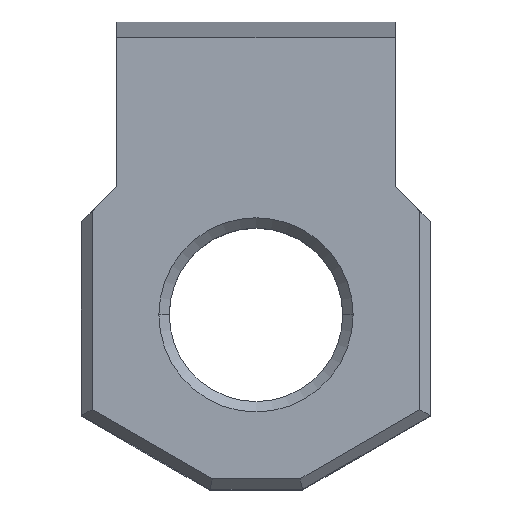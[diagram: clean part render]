
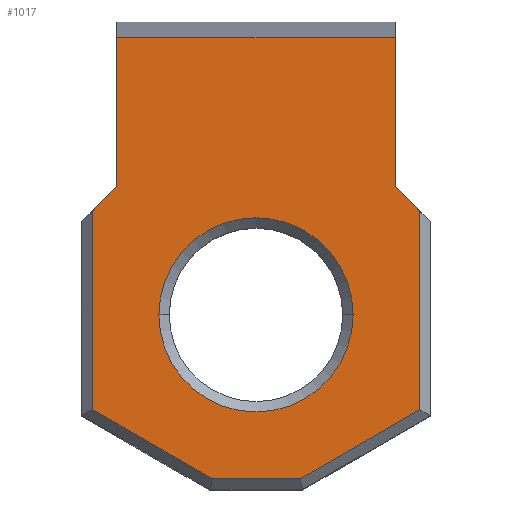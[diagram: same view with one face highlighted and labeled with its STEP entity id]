
A CAD part, top view. The second image highlights one B-rep face of the part: STEP entity #1017.
In plain terms, the highlighted planar face has unit normal (0, 0, 1).
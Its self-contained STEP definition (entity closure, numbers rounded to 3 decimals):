
#17 = EDGE_CURVE ( 'NONE', #875, #213, #865, .T. ) ;
#20 = CARTESIAN_POINT ( 'NONE',  ( -2.8, 5.04, 9. ) ) ;
#27 = VECTOR ( 'NONE', #1167, 1000. ) ;
#34 = ORIENTED_EDGE ( 'NONE', *, *, #39, .T. ) ;
#38 = VECTOR ( 'NONE', #1252, 1000. ) ;
#39 = EDGE_CURVE ( 'NONE', #651, #231, #895, .T. ) ;
#68 = CARTESIAN_POINT ( 'NONE',  ( 4.018, 8.74, 9. ) ) ;
#136 = CARTESIAN_POINT ( 'NONE',  ( 0., 5.04, 9. ) ) ;
#165 = EDGE_CURVE ( 'NONE', #1119, #1051, #1162, .T. ) ;
#168 = FACE_OUTER_BOUND ( 'NONE', #400, .T. ) ;
#181 = DIRECTION ( 'NONE',  ( 0., 0., 1. ) ) ;
#183 = ORIENTED_EDGE ( 'NONE', *, *, #165, .T. ) ;
#186 = DIRECTION ( 'NONE',  ( 0., 0., -1. ) ) ;
#190 = CARTESIAN_POINT ( 'NONE',  ( 4.725, 7.733, 9. ) ) ;
#194 = AXIS2_PLACEMENT_3D ( 'NONE', #136, #186, #196 ) ;
#195 = EDGE_CURVE ( 'NONE', #703, #875, #287, .T. ) ;
#196 = DIRECTION ( 'NONE',  ( 1., 0., 0. ) ) ;
#204 = CARTESIAN_POINT ( 'NONE',  ( -1.257, 0.31, 9. ) ) ;
#213 = VERTEX_POINT ( 'NONE', #300 ) ;
#229 = LINE ( 'NONE', #190, #1195 ) ;
#230 = DIRECTION ( 'NONE',  ( 0., 1., 0. ) ) ;
#231 = VERTEX_POINT ( 'NONE', #317 ) ;
#232 = FACE_BOUND ( 'NONE', #238, .T. ) ;
#235 = PLANE ( 'NONE',  #821 ) ;
#236 = CARTESIAN_POINT ( 'NONE',  ( 0., 0., 9. ) ) ;
#238 = EDGE_LOOP ( 'NONE', ( #837, #852 ) ) ;
#239 = DIRECTION ( 'NONE',  ( 1., 0., 0. ) ) ;
#242 = EDGE_CURVE ( 'NONE', #1051, #651, #338, .T. ) ;
#287 = LINE ( 'NONE', #292, #930 ) ;
#292 = CARTESIAN_POINT ( 'NONE',  ( -6.379, 6.379, 9. ) ) ;
#293 = DIRECTION ( 'NONE',  ( 0.707, 0.707, 0. ) ) ;
#300 = CARTESIAN_POINT ( 'NONE',  ( -4.018, 13.028, 9. ) ) ;
#303 = ORIENTED_EDGE ( 'NONE', *, *, #1016, .T. ) ;
#317 = CARTESIAN_POINT ( 'NONE',  ( 4.725, 2.306, 9. ) ) ;
#331 = VECTOR ( 'NONE', #463, 1000. ) ;
#338 = LINE ( 'NONE', #343, #870 ) ;
#339 = EDGE_CURVE ( 'NONE', #628, #1068, #982, .T. ) ;
#343 = CARTESIAN_POINT ( 'NONE',  ( 1.348, 0.31, 9. ) ) ;
#344 = DIRECTION ( 'NONE',  ( 1., 0., 0. ) ) ;
#400 = EDGE_LOOP ( 'NONE', ( #34, #303, #969, #1039, #451, #879, #1111, #883, #183, #855 ) ) ;
#419 = AXIS2_PLACEMENT_3D ( 'NONE', #420, #422, #424 ) ;
#420 = CARTESIAN_POINT ( 'NONE',  ( 0., 5.04, 9. ) ) ;
#422 = DIRECTION ( 'NONE',  ( 0., 0., -1. ) ) ;
#424 = DIRECTION ( 'NONE',  ( 1., 0., 0. ) ) ;
#432 = CARTESIAN_POINT ( 'NONE',  ( 4.018, 13.028, 9. ) ) ;
#433 = CARTESIAN_POINT ( 'NONE',  ( -4.725, 2.312, 9. ) ) ;
#451 = ORIENTED_EDGE ( 'NONE', *, *, #1188, .T. ) ;
#457 = LINE ( 'NONE', #459, #331 ) ;
#459 = CARTESIAN_POINT ( 'NONE',  ( 6.379, 6.379, 9. ) ) ;
#463 = DIRECTION ( 'NONE',  ( -0.707, 0.707, 0. ) ) ;
#580 = LINE ( 'NONE', #581, #729 ) ;
#581 = CARTESIAN_POINT ( 'NONE',  ( 0., 13.028, 9. ) ) ;
#584 = DIRECTION ( 'NONE',  ( -1., 0., 0. ) ) ;
#619 = LINE ( 'NONE', #620, #642 ) ;
#620 = CARTESIAN_POINT ( 'NONE',  ( 4.018, 0., 9. ) ) ;
#623 = DIRECTION ( 'NONE',  ( 0., -1., 0. ) ) ;
#628 = VERTEX_POINT ( 'NONE', #20 ) ;
#642 = VECTOR ( 'NONE', #623, 1000. ) ;
#651 = VERTEX_POINT ( 'NONE', #747 ) ;
#701 = VERTEX_POINT ( 'NONE', #723 ) ;
#703 = VERTEX_POINT ( 'NONE', #806 ) ;
#723 = CARTESIAN_POINT ( 'NONE',  ( 4.725, 8.033, 9. ) ) ;
#729 = VECTOR ( 'NONE', #584, 1000. ) ;
#747 = CARTESIAN_POINT ( 'NONE',  ( 1.267, 0.31, 9. ) ) ;
#786 = EDGE_CURVE ( 'NONE', #703, #1119, #1253, .T. ) ;
#806 = CARTESIAN_POINT ( 'NONE',  ( -4.725, 8.033, 9. ) ) ;
#821 = AXIS2_PLACEMENT_3D ( 'NONE', #236, #181, #239 ) ;
#837 = ORIENTED_EDGE ( 'NONE', *, *, #1107, .T. ) ;
#852 = ORIENTED_EDGE ( 'NONE', *, *, #339, .T. ) ;
#855 = ORIENTED_EDGE ( 'NONE', *, *, #242, .T. ) ;
#865 = LINE ( 'NONE', #869, #1203 ) ;
#869 = CARTESIAN_POINT ( 'NONE',  ( -4.018, 0., 9. ) ) ;
#870 = VECTOR ( 'NONE', #344, 1000. ) ;
#872 = DIRECTION ( 'NONE',  ( 0., 1., 0. ) ) ;
#875 = VERTEX_POINT ( 'NONE', #983 ) ;
#879 = ORIENTED_EDGE ( 'NONE', *, *, #17, .F. ) ;
#883 = ORIENTED_EDGE ( 'NONE', *, *, #786, .T. ) ;
#895 = LINE ( 'NONE', #898, #1233 ) ;
#898 = CARTESIAN_POINT ( 'NONE',  ( 4.874, 2.392, 9. ) ) ;
#902 = DIRECTION ( 'NONE',  ( 0.866, 0.5, 0. ) ) ;
#930 = VECTOR ( 'NONE', #293, 1000. ) ;
#955 = VERTEX_POINT ( 'NONE', #68 ) ;
#969 = ORIENTED_EDGE ( 'NONE', *, *, #1136, .T. ) ;
#982 = CIRCLE ( 'NONE', #194, 2.8 ) ;
#983 = CARTESIAN_POINT ( 'NONE',  ( -4.018, 8.74, 9. ) ) ;
#991 = CIRCLE ( 'NONE', #419, 2.8 ) ;
#1016 = EDGE_CURVE ( 'NONE', #231, #701, #229, .T. ) ;
#1017 = ADVANCED_FACE ( 'NONE', ( #232, #168 ), #235, .T. ) ;
#1039 = ORIENTED_EDGE ( 'NONE', *, *, #1235, .F. ) ;
#1051 = VERTEX_POINT ( 'NONE', #204 ) ;
#1068 = VERTEX_POINT ( 'NONE', #1287 ) ;
#1107 = EDGE_CURVE ( 'NONE', #1068, #628, #991, .T. ) ;
#1111 = ORIENTED_EDGE ( 'NONE', *, *, #195, .F. ) ;
#1115 = VERTEX_POINT ( 'NONE', #432 ) ;
#1119 = VERTEX_POINT ( 'NONE', #433 ) ;
#1136 = EDGE_CURVE ( 'NONE', #701, #955, #457, .T. ) ;
#1162 = LINE ( 'NONE', #1164, #27 ) ;
#1164 = CARTESIAN_POINT ( 'NONE',  ( -1.185, 0.269, 9. ) ) ;
#1167 = DIRECTION ( 'NONE',  ( 0.866, -0.5, 0. ) ) ;
#1188 = EDGE_CURVE ( 'NONE', #1115, #213, #580, .T. ) ;
#1195 = VECTOR ( 'NONE', #230, 1000. ) ;
#1203 = VECTOR ( 'NONE', #872, 1000. ) ;
#1233 = VECTOR ( 'NONE', #902, 1000. ) ;
#1235 = EDGE_CURVE ( 'NONE', #1115, #955, #619, .T. ) ;
#1252 = DIRECTION ( 'NONE',  ( 0., -1., 0. ) ) ;
#1253 = LINE ( 'NONE', #1268, #38 ) ;
#1268 = CARTESIAN_POINT ( 'NONE',  ( -4.725, 0., 9. ) ) ;
#1287 = CARTESIAN_POINT ( 'NONE',  ( 2.8, 5.04, 9. ) ) ;
